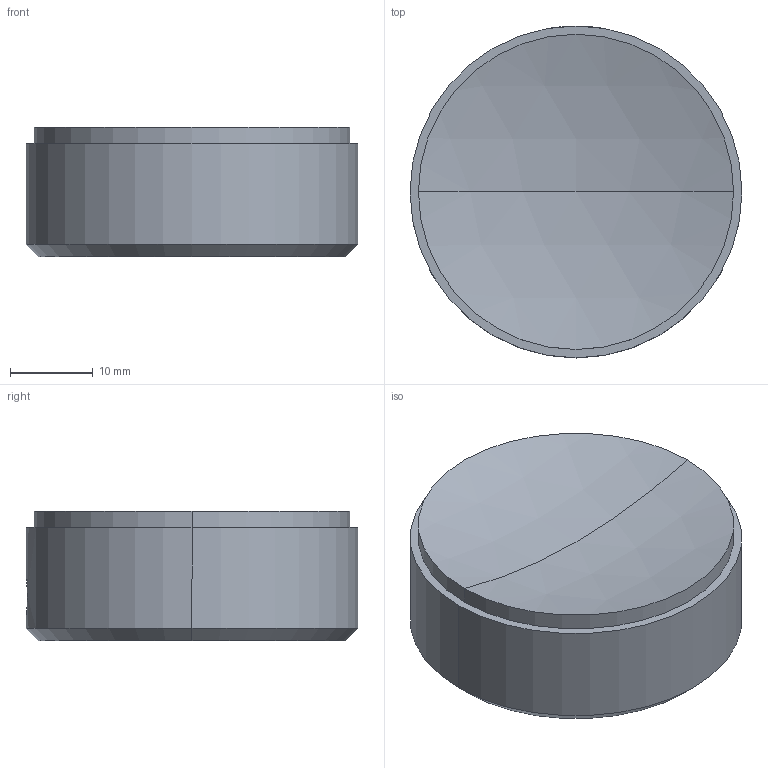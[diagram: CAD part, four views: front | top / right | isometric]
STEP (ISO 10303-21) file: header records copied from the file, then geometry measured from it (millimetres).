
FILE_DESCRIPTION (( 'STEP AP203' ), '1' );
FILE_NAME ('SE_01_2_0016.STEP', '2020-10-21T10:53:31', ( '' ), ( '' ), 'SwSTEP 2.0', 'SolidWorks 2017', '' );
FILE_SCHEMA (( 'CONFIG_CONTROL_DESIGN' ));
Length unit declared in the file: millimetre
Products named in the file (1): SE_01_2_0016
Bounding box: 40 x 40 x 15.63 mm (x, y, z)
Volume: 16888.6 mm3; surface area: 4847.2 mm2
Topology: 1 solids, 1 shells, 30 faces, 70 edges, 38 vertices
Faces by surface type: cone 12, cylinder 12, sphere 4, plane 2
Entity records: 901 total; most frequent: CARTESIAN_POINT 183, DIRECTION 150, ORIENTED_EDGE 116, AXIS2_PLACEMENT_3D 63, EDGE_CURVE 58, VERTEX_POINT 36, EDGE_LOOP 36, CIRCLE 32
